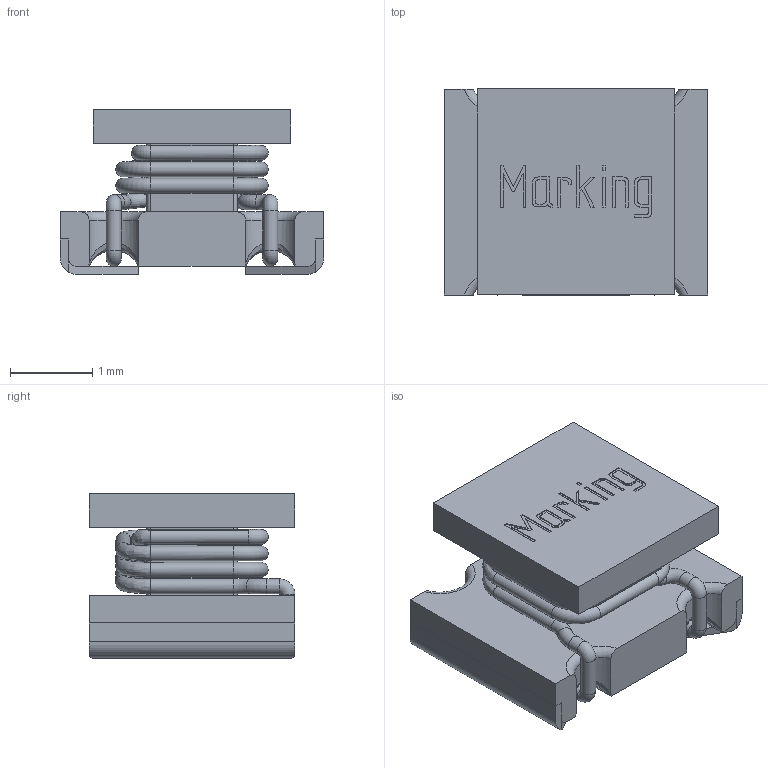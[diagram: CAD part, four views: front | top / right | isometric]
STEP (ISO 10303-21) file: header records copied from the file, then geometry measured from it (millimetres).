
FILE_DESCRIPTION(/* description */ ('Unknown'),/* implementation_level */ '2;1');
FILE_NAME(/* name */ 'L_Wurth_WE-LQ_1210',/* time_stamp */ '2022-03-08T10:59:58+08:00',/* author */ ('Unknown'),/* organization */ ('Unknown'),/* preprocessor_version */ 'ST-DEVELOPER v16.7',/* originating_system */ 'Solid Edge',/* authorisation */ 'Unknown');
FILE_SCHEMA (('AUTOMOTIVE_DESIGN {1 0 10303 214 3 1 1}'));
Length unit declared in the file: millimetre
Products named in the file (2): L_Wurth_WE-LQ_1210
Assembly tree (1 placements, depth 2):
  L_Wurth_WE-LQ_1210
    L_Wurth_WE-LQ_1210
Bounding box: 3.2 x 2.5 x 2 mm (x, y, z)
Volume: 9.4 mm3; surface area: 72.9 mm2
Topology: 4 solids, 4 shells, 204 faces, 505 edges, 321 vertices
Faces by surface type: plane 107, cylinder 45, bspline 30, torus 22
Full cylindrical faces by diameter (mm): 0.18 x29
Entity records: 7416 total; most frequent: CARTESIAN_POINT 2221, ORIENTED_EDGE 862, DIRECTION 783, EDGE_CURVE 431, VERTEX_POINT 306, LINE 279, VECTOR 279, EDGE_LOOP 275
